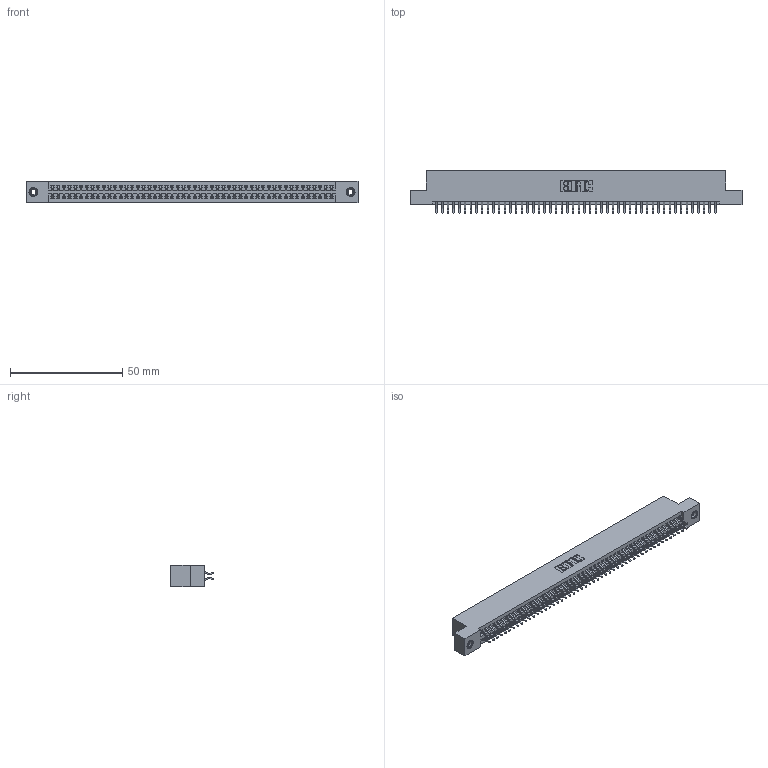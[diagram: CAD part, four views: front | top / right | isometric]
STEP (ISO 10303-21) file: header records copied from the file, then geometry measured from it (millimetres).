
FILE_DESCRIPTION (( 'STEP AP203' ), '1' );
FILE_NAME ('345-100-556-208.STEP', '2018-10-05T16:36:39', ( '' ), ( '' ), 'SwSTEP 2.0', 'SolidWorks 2016', '' );
FILE_SCHEMA (( 'CONFIG_CONTROL_DESIGN' ));
Length unit declared in the file: inch
Products named in the file (4): 345-100-556-208; 345-250-001_345-250-003-102; 345-292-001_556 Tail; 345 Part_Flush Mounting Lugs - 0.156 Dia-TI
Assembly tree (103 placements, depth 2):
  345-100-556-208
    345 Part_Flush Mounting Lugs - 0.156 Dia-TI
    345-292-001_556 Tail  x100
    345-250-001_345-250-003-102  x2
Bounding box: 148.21 x 19.24 x 9.4 mm (x, y, z)
Volume: 14461 mm3; surface area: 21456.6 mm2
Topology: 103 solids, 103 shells, 5786 faces, 17177 edges, 11310 vertices
Faces by surface type: plane 3812, cylinder 1958, cone 12, torus 4
Entity records: 39560 total; most frequent: CARTESIAN_POINT 6619, ORIENTED_EDGE 6534, DIRECTION 5841, EDGE_CURVE 3267, VECTOR 2907, LINE 2907, VERTEX_POINT 2172, AXIS2_PLACEMENT_3D 1467
